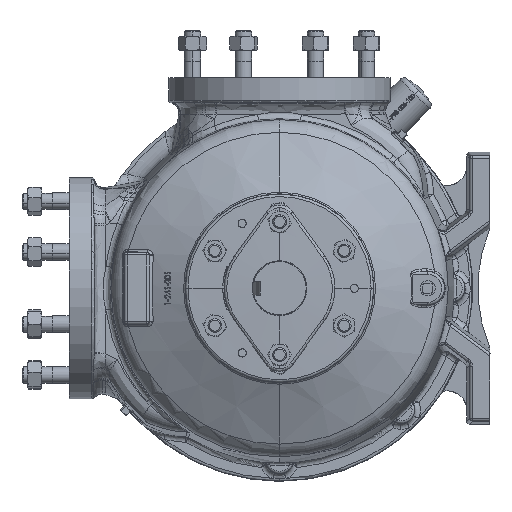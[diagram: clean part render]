
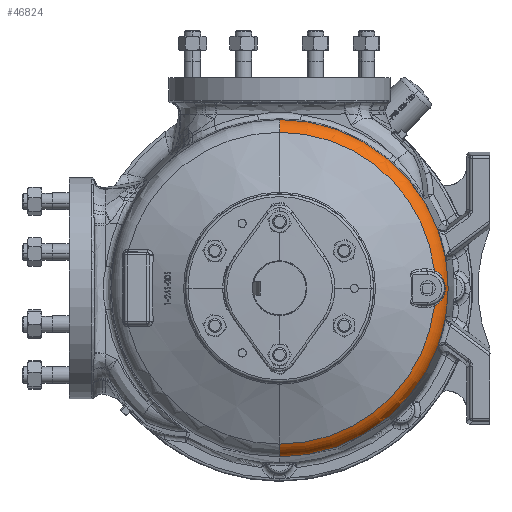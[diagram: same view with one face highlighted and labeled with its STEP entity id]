
A CAD part, left-side view. The second image highlights one B-rep face of the part: STEP entity #46824.
In plain terms, the highlighted toroidal (fillet/blend) face has major radius 168.021 mm and minor radius 25.4 mm.
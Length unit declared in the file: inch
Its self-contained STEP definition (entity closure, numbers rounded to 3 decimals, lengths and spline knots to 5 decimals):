
#132 = DIRECTION ( 'NONE',  ( -1., 0., 0. ) ) ;
#2724 = ORIENTED_EDGE ( 'NONE', *, *, #177680, .T. ) ;
#9298 = CARTESIAN_POINT ( 'NONE',  ( -9.93594, -7.13285, 0.72016 ) ) ;
#9973 = CARTESIAN_POINT ( 'NONE',  ( -9.65895, -7.4407, 0.28286 ) ) ;
#10569 = CARTESIAN_POINT ( 'NONE',  ( -9.10267, 0., 6.615 ) ) ;
#10651 = CARTESIAN_POINT ( 'NONE',  ( -9.66619, -7.43535, -0.30112 ) ) ;
#11335 = CARTESIAN_POINT ( 'NONE',  ( -9.93572, -7.13322, -0.71989 ) ) ;
#13992 = EDGE_CURVE ( 'NONE', #38099, #193228, #78416, .T. ) ;
#14768 = CIRCLE ( 'NONE', #67691, 7.03761 ) ;
#20236 = CARTESIAN_POINT ( 'NONE',  ( -9.10267, 0., -6.615 ) ) ;
#25084 = CARTESIAN_POINT ( 'NONE',  ( -9.88499, -7.20842, 0.65502 ) ) ;
#25740 = CARTESIAN_POINT ( 'NONE',  ( -9.62071, -7.46839, 0.18019 ) ) ;
#26430 = CARTESIAN_POINT ( 'NONE',  ( -9.71449, -7.39553, -0.39598 ) ) ;
#27093 = CARTESIAN_POINT ( 'NONE',  ( -9.99214, -7.02992, -0.78634 ) ) ;
#29563 = B_SPLINE_CURVE_WITH_KNOTS ( 'NONE', 3,
 ( #181115, #66838, #103036, #9298, #118728, #25084, #134454, #40716, #150207, #56514, #165992, #72243, #181770, #88009, #197533, #103696, #9973, #119399, #25740, #135094, #41387, #150881, #57170, #166681, #72912, #182434, #88689, #198197, #104381, #10651, #120066, #26430, #135771, #42070, #151542, #57851, #167351, #73590, #183110, #89353, #198867, #105052, #11335, #120737, #27093, #136450 ),
 .UNSPECIFIED., .F., .F.,
 ( 4, 2, 2, 2, 2, 2, 2, 2, 2, 2, 2, 2, 2, 2, 2, 2, 2, 2, 2, 2, 2, 2, 4 ),
 ( 0., 0.00341, 0.00682, 0.00852, 0.01023, 0.01364, 0.01705, 0.01875, 0.02046, 0.02387, 0.02728, 0.02898, 0.03069, 0.03239, 0.0341, 0.03751, 0.03921, 0.04092, 0.04432, 0.04603, 0.04773, 0.05114, 0.05455 ),
 .UNSPECIFIED. ) ;
#32380 = TOROIDAL_SURFACE ( 'NONE', #111190, 6.615, 1. ) ;
#35901 = DIRECTION ( 'NONE',  ( 0., 0., 1. ) ) ;
#36078 = CARTESIAN_POINT ( 'NONE',  ( -9.10267, 0., 0. ) ) ;
#37335 = DIRECTION ( 'NONE',  ( -1., 0., 0. ) ) ;
#38099 = VERTEX_POINT ( 'NONE', #156112 ) ;
#39062 = ORIENTED_EDGE ( 'NONE', *, *, #168311, .F. ) ;
#40716 = CARTESIAN_POINT ( 'NONE',  ( -9.85325, -7.2502, 0.61224 ) ) ;
#41387 = CARTESIAN_POINT ( 'NONE',  ( -9.59553, -7.4851, 0.04701 ) ) ;
#42070 = CARTESIAN_POINT ( 'NONE',  ( -9.74541, -7.36751, -0.4498 ) ) ;
#43969 = CARTESIAN_POINT ( 'NONE',  ( -10.00898, 0., -7.03761 ) ) ;
#46824 = ADVANCED_FACE ( 'NONE', ( #115571 ), #32380, .T. ) ;
#52768 = DIRECTION ( 'NONE',  ( 0., 0., -1. ) ) ;
#56514 = CARTESIAN_POINT ( 'NONE',  ( -9.81003, -7.30187, 0.55113 ) ) ;
#57170 = CARTESIAN_POINT ( 'NONE',  ( -9.59663, -7.48439, -0.0441 ) ) ;
#57851 = CARTESIAN_POINT ( 'NONE',  ( -9.78771, -7.32586, -0.51784 ) ) ;
#60759 = AXIS2_PLACEMENT_3D ( 'NONE', #79073, #188635, #94841 ) ;
#66838 = CARTESIAN_POINT ( 'NONE',  ( -9.99214, -7.02992, 0.78634 ) ) ;
#67613 = DIRECTION ( 'NONE',  ( 0., 0., 1. ) ) ;
#67691 = AXIS2_PLACEMENT_3D ( 'NONE', #93964, #132, #109651 ) ;
#68356 = VERTEX_POINT ( 'NONE', #160647 ) ;
#71610 = CARTESIAN_POINT ( 'NONE',  ( -9.13757, 0., -7.61439 ) ) ;
#72243 = CARTESIAN_POINT ( 'NONE',  ( -9.74614, -7.36725, 0.45158 ) ) ;
#72912 = CARTESIAN_POINT ( 'NONE',  ( -9.60542, -7.47865, -0.11136 ) ) ;
#73590 = CARTESIAN_POINT ( 'NONE',  ( -9.84156, -7.26462, -0.59601 ) ) ;
#78416 = CIRCLE ( 'NONE', #169408, 1. ) ;
#79073 = CARTESIAN_POINT ( 'NONE',  ( -9.13757, 0., 0. ) ) ;
#82623 = DIRECTION ( 'NONE',  ( -1., 0., 0. ) ) ;
#88009 = CARTESIAN_POINT ( 'NONE',  ( -9.69577, -7.41147, 0.36077 ) ) ;
#88689 = CARTESIAN_POINT ( 'NONE',  ( -9.62088, -7.46822, -0.17678 ) ) ;
#89353 = CARTESIAN_POINT ( 'NONE',  ( -9.87375, -7.22366, -0.64009 ) ) ;
#93964 = CARTESIAN_POINT ( 'NONE',  ( -10.00898, 0., 0. ) ) ;
#94841 = DIRECTION ( 'NONE',  ( 0., 0., 1. ) ) ;
#98751 = CIRCLE ( 'NONE', #60759, 7.61439 ) ;
#101183 = AXIS2_PLACEMENT_3D ( 'NONE', #131073, #37335, #146808 ) ;
#102526 = VERTEX_POINT ( 'NONE', #188633 ) ;
#103036 = CARTESIAN_POINT ( 'NONE',  ( -9.97402, -7.06569, 0.76568 ) ) ;
#103696 = CARTESIAN_POINT ( 'NONE',  ( -9.6677, -7.43401, 0.3027 ) ) ;
#104381 = CARTESIAN_POINT ( 'NONE',  ( -9.64187, -7.45339, -0.24021 ) ) ;
#104543 = CIRCLE ( 'NONE', #106600, 1. ) ;
#105052 = CARTESIAN_POINT ( 'NONE',  ( -9.91561, -7.16479, -0.69485 ) ) ;
#106600 = AXIS2_PLACEMENT_3D ( 'NONE', #20236, #129610, #35901 ) ;
#109651 = DIRECTION ( 'NONE',  ( 0., 0., 1. ) ) ;
#111190 = AXIS2_PLACEMENT_3D ( 'NONE', #36078, #82623, #67613 ) ;
#115571 = FACE_OUTER_BOUND ( 'NONE', #173596, .T. ) ;
#116514 = ORIENTED_EDGE ( 'NONE', *, *, #193803, .F. ) ;
#117536 = CARTESIAN_POINT ( 'NONE',  ( -10.00898, 0., 7.03761 ) ) ;
#118728 = CARTESIAN_POINT ( 'NONE',  ( -9.91596, -7.16424, 0.69529 ) ) ;
#119399 = CARTESIAN_POINT ( 'NONE',  ( -9.63456, -7.45883, 0.22218 ) ) ;
#120066 = CARTESIAN_POINT ( 'NONE',  ( -9.68472, -7.42085, -0.33989 ) ) ;
#120737 = CARTESIAN_POINT ( 'NONE',  ( -9.97398, -7.06578, -0.76563 ) ) ;
#129610 = DIRECTION ( 'NONE',  ( 0., 1., 0. ) ) ;
#131073 = CARTESIAN_POINT ( 'NONE',  ( -10.00898, 0., 0. ) ) ;
#134454 = CARTESIAN_POINT ( 'NONE',  ( -9.8745, -7.22266, 0.64109 ) ) ;
#135094 = CARTESIAN_POINT ( 'NONE',  ( -9.60096, -7.48165, 0.09182 ) ) ;
#135771 = CARTESIAN_POINT ( 'NONE',  ( -9.7247, -7.38652, -0.41425 ) ) ;
#136450 = CARTESIAN_POINT ( 'NONE',  ( -10.00898, -6.99148, -0.80453 ) ) ;
#146808 = DIRECTION ( 'NONE',  ( 0., 0., 1. ) ) ;
#150207 = CARTESIAN_POINT ( 'NONE',  ( -9.84245, -7.26354, 0.59726 ) ) ;
#150881 = CARTESIAN_POINT ( 'NONE',  ( -9.59535, -7.48521, -0.0211 ) ) ;
#151542 = CARTESIAN_POINT ( 'NONE',  ( -9.75591, -7.35749, -0.46712 ) ) ;
#154530 = ORIENTED_EDGE ( 'NONE', *, *, #166213, .F. ) ;
#156112 = CARTESIAN_POINT ( 'NONE',  ( -9.13757, 0., 7.61439 ) ) ;
#156744 = ORIENTED_EDGE ( 'NONE', *, *, #183665, .F. ) ;
#159806 = DIRECTION ( 'NONE',  ( 0., -1., 0. ) ) ;
#160647 = CARTESIAN_POINT ( 'NONE',  ( -10.00898, -6.99148, -0.80453 ) ) ;
#165728 = CIRCLE ( 'NONE', #101183, 7.03761 ) ;
#165992 = CARTESIAN_POINT ( 'NONE',  ( -9.78845, -7.32508, 0.51896 ) ) ;
#166213 = EDGE_CURVE ( 'NONE', #38099, #196561, #98751, .T. ) ;
#166681 = CARTESIAN_POINT ( 'NONE',  ( -9.60167, -7.4811, -0.08916 ) ) ;
#167351 = CARTESIAN_POINT ( 'NONE',  ( -9.80927, -7.3027, -0.55001 ) ) ;
#168311 = EDGE_CURVE ( 'NONE', #102526, #193228, #14768, .T. ) ;
#169196 = VERTEX_POINT ( 'NONE', #43969 ) ;
#169408 = AXIS2_PLACEMENT_3D ( 'NONE', #10569, #159806, #52768 ) ;
#173596 = EDGE_LOOP ( 'NONE', ( #116514, #154530, #180457, #39062, #2724, #156744 ) ) ;
#177680 = EDGE_CURVE ( 'NONE', #102526, #68356, #29563, .T. ) ;
#180457 = ORIENTED_EDGE ( 'NONE', *, *, #13992, .T. ) ;
#181115 = CARTESIAN_POINT ( 'NONE',  ( -10.00898, -6.99148, 0.80453 ) ) ;
#181770 = CARTESIAN_POINT ( 'NONE',  ( -9.72539, -7.38621, 0.41637 ) ) ;
#182434 = CARTESIAN_POINT ( 'NONE',  ( -9.61503, -7.47221, -0.15516 ) ) ;
#183110 = CARTESIAN_POINT ( 'NONE',  ( -9.85232, -7.25137, -0.61096 ) ) ;
#183665 = EDGE_CURVE ( 'NONE', #169196, #68356, #165728, .T. ) ;
#188633 = CARTESIAN_POINT ( 'NONE',  ( -10.00898, -6.99148, 0.80453 ) ) ;
#188635 = DIRECTION ( 'NONE',  ( 1., 0., 0. ) ) ;
#193228 = VERTEX_POINT ( 'NONE', #117536 ) ;
#193803 = EDGE_CURVE ( 'NONE', #196561, #169196, #104543, .T. ) ;
#196561 = VERTEX_POINT ( 'NONE', #71610 ) ;
#197533 = CARTESIAN_POINT ( 'NONE',  ( -9.68613, -7.41938, 0.34171 ) ) ;
#198197 = CARTESIAN_POINT ( 'NONE',  ( -9.63435, -7.45878, -0.21945 ) ) ;
#198867 = CARTESIAN_POINT ( 'NONE',  ( -9.88437, -7.20929, -0.65419 ) ) ;
